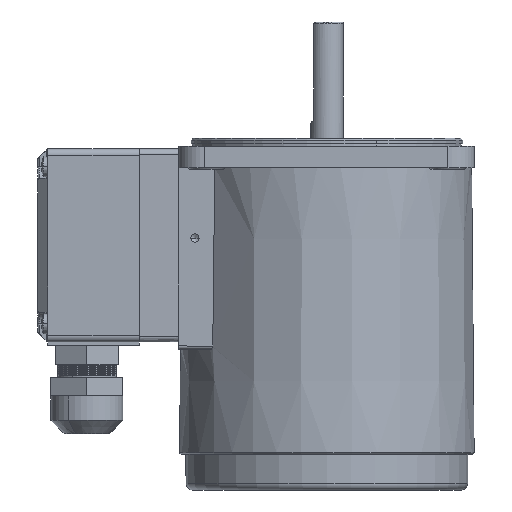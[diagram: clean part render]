
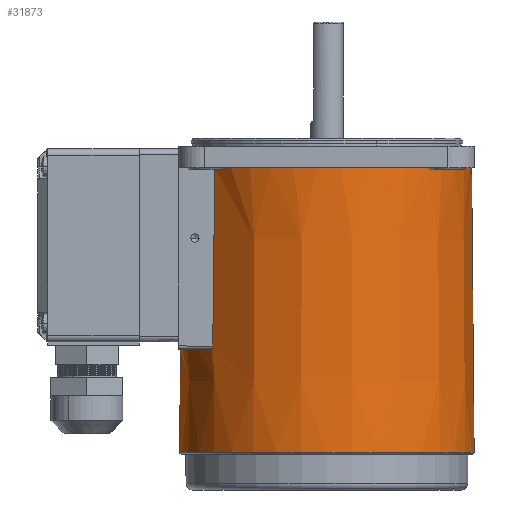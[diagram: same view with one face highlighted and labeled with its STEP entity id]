
A CAD part, left-side view. The second image highlights one B-rep face of the part: STEP entity #31873.
In plain terms, the highlighted conical face has half-angle 0.5 degrees and reference radius 45.1 mm.
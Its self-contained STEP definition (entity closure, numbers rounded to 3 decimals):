
#26731 = CARTESIAN_POINT ( 'NONE',  ( 11.504, 0., -45. ) ) ;
#26736 = CARTESIAN_POINT ( 'NONE',  ( 11.504, 0., 45. ) ) ;
#26830 = CIRCLE ( 'NONE', #26883, 45. ) ;
#26880 = DIRECTION ( 'NONE',  ( 0., 0., 1. ) ) ;
#26881 = DIRECTION ( 'NONE',  ( 1., 0., 0. ) ) ;
#26882 = CARTESIAN_POINT ( 'NONE',  ( 11.504, 0., 0. ) ) ;
#26883 = AXIS2_PLACEMENT_3D ( 'NONE', #26882, #26881, #26880 ) ;
#27218 = CARTESIAN_POINT ( 'NONE',  ( 98.5, 28., -34.252 ) ) ;
#27252 = CARTESIAN_POINT ( 'NONE',  ( 98.5, 0., 44.24 ) ) ;
#27253 = DIRECTION ( 'NONE',  ( -1., 0., 0.009 ) ) ;
#27254 = VECTOR ( 'NONE', #27253, 1000. ) ;
#27255 = CARTESIAN_POINT ( 'NONE',  ( 0., 0., 45.1 ) ) ;
#27257 = LINE ( 'NONE', #27255, #27254 ) ;
#27262 = CARTESIAN_POINT ( 'NONE',  ( 44., 28., -34.864 ) ) ;
#27265 = CARTESIAN_POINT ( 'NONE',  ( 43., 27., -35.655 ) ) ;
#27298 = DIRECTION ( 'NONE',  ( -1., 0., -0.009 ) ) ;
#27299 = VECTOR ( 'NONE', #27298, 1000. ) ;
#27300 = CARTESIAN_POINT ( 'NONE',  ( 0., 0., -45.1 ) ) ;
#27301 = LINE ( 'NONE', #27300, #27299 ) ;
#27306 = CARTESIAN_POINT ( 'NONE',  ( 43., 0., -44.725 ) ) ;
#27371 = CIRCLE ( 'NONE', #27433, 44.725 ) ;
#27391 = CARTESIAN_POINT ( 'NONE',  ( 43., 0., 0. ) ) ;
#27398 = DIRECTION ( 'NONE',  ( 0., 0., -1. ) ) ;
#27399 = DIRECTION ( 'NONE',  ( 1., 0., 0. ) ) ;
#27400 = CARTESIAN_POINT ( 'NONE',  ( 98.5, 0., 0. ) ) ;
#27401 = AXIS2_PLACEMENT_3D ( 'NONE', #27400, #27399, #27398 ) ;
#27402 = CARTESIAN_POINT ( 'NONE',  ( 98.5, 28., -34.252 ) ) ;
#27404 = CARTESIAN_POINT ( 'NONE',  ( 84.629, 28., -34.409 ) ) ;
#27405 = CARTESIAN_POINT ( 'NONE',  ( 70.757, 28., -34.564 ) ) ;
#27406 = CARTESIAN_POINT ( 'NONE',  ( 56.886, 28., -34.72 ) ) ;
#27407 = CARTESIAN_POINT ( 'NONE',  ( 52.591, 28., -34.768 ) ) ;
#27408 = CARTESIAN_POINT ( 'NONE',  ( 48.295, 28., -34.816 ) ) ;
#27409 = CARTESIAN_POINT ( 'NONE',  ( 44., 28., -34.864 ) ) ;
#27410 = CIRCLE ( 'NONE', #27401, 44.24 ) ;
#27415 = B_SPLINE_CURVE_WITH_KNOTS ( 'NONE', 3,
 ( #27409, #27408, #27407, #27406, #27405, #27404, #27402 ),
 .UNSPECIFIED., .F., .F.,
 ( 4, 3, 4 ),
 ( 0.076, 0.088, 0.13 ),
 .UNSPECIFIED. ) ;
#27417 = DIRECTION ( 'NONE',  ( 0., 0., 1. ) ) ;
#27418 = DIRECTION ( 'NONE',  ( 1., 0., 0. ) ) ;
#27419 = FACE_OUTER_BOUND ( 'NONE', #31796, .T. ) ;
#27421 = CARTESIAN_POINT ( 'NONE',  ( 43., 27., -35.655 ) ) ;
#27423 = CARTESIAN_POINT ( 'NONE',  ( 43., 27.239, -35.474 ) ) ;
#27424 = CARTESIAN_POINT ( 'NONE',  ( 43.083, 27.475, -35.291 ) ) ;
#27425 = CARTESIAN_POINT ( 'NONE',  ( 43.297, 27.714, -35.1 ) ) ;
#27427 = CARTESIAN_POINT ( 'NONE',  ( 43.345, 27.758, -35.064 ) ) ;
#27428 = CARTESIAN_POINT ( 'NONE',  ( 43.452, 27.839, -34.999 ) ) ;
#27429 = CARTESIAN_POINT ( 'NONE',  ( 43.511, 27.875, -34.97 ) ) ;
#27430 = CARTESIAN_POINT ( 'NONE',  ( 43.702, 27.965, -34.896 ) ) ;
#27431 = CARTESIAN_POINT ( 'NONE',  ( 43.849, 28., -34.866 ) ) ;
#27432 = CARTESIAN_POINT ( 'NONE',  ( 44., 28., -34.864 ) ) ;
#27433 = AXIS2_PLACEMENT_3D ( 'NONE', #27391, #27418, #27417 ) ;
#27434 = B_SPLINE_CURVE_WITH_KNOTS ( 'NONE', 3,
 ( #27432, #27431, #27430, #27429, #27428, #27427, #27425, #27424, #27423, #27421 ),
 .UNSPECIFIED., .F., .F.,
 ( 4, 2, 2, 2, 4 ),
 ( 0., 0., 0.001, 0.001, 0.002 ),
 .UNSPECIFIED. ) ;
#27462 = DIRECTION ( 'NONE',  ( 0., 0., -1. ) ) ;
#27463 = DIRECTION ( 'NONE',  ( -1., 0., 0. ) ) ;
#27464 = CARTESIAN_POINT ( 'NONE',  ( 0., 0., 0. ) ) ;
#27465 = AXIS2_PLACEMENT_3D ( 'NONE', #27464, #27463, #27462 ) ;
#27466 = CONICAL_SURFACE ( 'NONE', #27465, 45.1, 0.009 ) ;
#31546 = VERTEX_POINT ( 'NONE', #26736 ) ;
#31555 = VERTEX_POINT ( 'NONE', #26731 ) ;
#31598 = EDGE_CURVE ( 'NONE', #31555, #31546, #26830, .T. ) ;
#31786 = VERTEX_POINT ( 'NONE', #27218 ) ;
#31787 = ORIENTED_EDGE ( 'NONE', *, *, #31793, .F. ) ;
#31788 = VERTEX_POINT ( 'NONE', #27265 ) ;
#31789 = VERTEX_POINT ( 'NONE', #27262 ) ;
#31790 = ORIENTED_EDGE ( 'NONE', *, *, #31859, .T. ) ;
#31793 = EDGE_CURVE ( 'NONE', #31814, #31546, #27257, .T. ) ;
#31796 = EDGE_LOOP ( 'NONE', ( #31787, #31810, #31872, #31790, #31868, #31861, #31863 ) ) ;
#31798 = EDGE_CURVE ( 'NONE', #31800, #31555, #27301, .T. ) ;
#31800 = VERTEX_POINT ( 'NONE', #27306 ) ;
#31810 = ORIENTED_EDGE ( 'NONE', *, *, #31867, .F. ) ;
#31814 = VERTEX_POINT ( 'NONE', #27252 ) ;
#31859 = EDGE_CURVE ( 'NONE', #31789, #31788, #27434, .T. ) ;
#31861 = ORIENTED_EDGE ( 'NONE', *, *, #31798, .T. ) ;
#31862 = EDGE_CURVE ( 'NONE', #31800, #31788, #27371, .T. ) ;
#31863 = ORIENTED_EDGE ( 'NONE', *, *, #31598, .T. ) ;
#31865 = EDGE_CURVE ( 'NONE', #31789, #31786, #27415, .T. ) ;
#31867 = EDGE_CURVE ( 'NONE', #31786, #31814, #27410, .T. ) ;
#31868 = ORIENTED_EDGE ( 'NONE', *, *, #31862, .F. ) ;
#31872 = ORIENTED_EDGE ( 'NONE', *, *, #31865, .F. ) ;
#31873 = ADVANCED_FACE ( 'NONE', ( #27419 ), #27466, .T. ) ;
